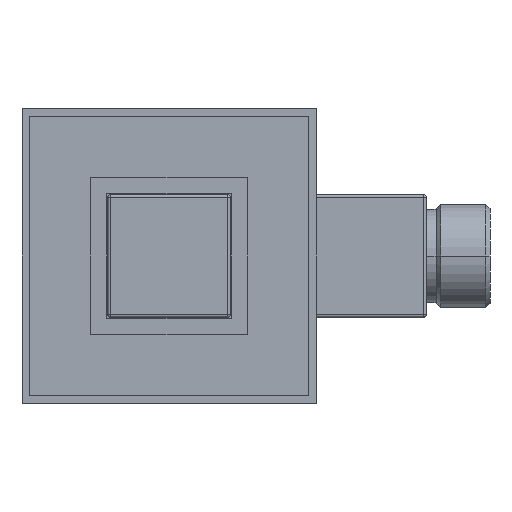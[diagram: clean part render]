
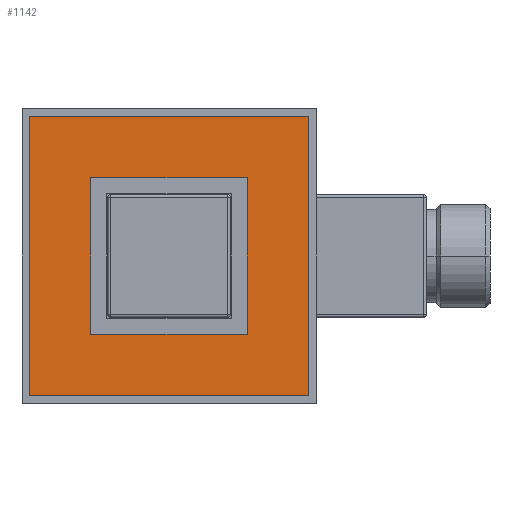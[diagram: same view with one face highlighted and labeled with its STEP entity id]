
A CAD part, left-side view. The second image highlights one B-rep face of the part: STEP entity #1142.
In plain terms, the highlighted planar face has unit normal (-1, 0, 0).
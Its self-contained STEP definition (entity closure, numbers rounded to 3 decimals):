
#100=DIRECTION('',(0.,-1.,0.));
#101=VECTOR('',#100,57.);
#102=CARTESIAN_POINT('',(5.5,28.5,28.5));
#103=LINE('',#102,#101);
#104=DIRECTION('',(0.,0.,-1.));
#105=VECTOR('',#104,57.);
#106=CARTESIAN_POINT('',(5.5,-28.5,28.5));
#107=LINE('',#106,#105);
#108=DIRECTION('',(0.,1.,0.));
#109=VECTOR('',#108,57.);
#110=CARTESIAN_POINT('',(5.5,-28.5,-28.5));
#111=LINE('',#110,#109);
#112=DIRECTION('',(0.,0.,1.));
#113=VECTOR('',#112,57.);
#114=CARTESIAN_POINT('',(5.5,28.5,-28.5));
#115=LINE('',#114,#113);
#116=DIRECTION('',(0.,0.,-1.));
#117=VECTOR('',#116,32.);
#118=CARTESIAN_POINT('',(5.5,16.,16.));
#119=LINE('',#118,#117);
#120=DIRECTION('',(0.,-1.,0.));
#121=VECTOR('',#120,32.);
#122=CARTESIAN_POINT('',(5.5,16.,-16.));
#123=LINE('',#122,#121);
#124=DIRECTION('',(0.,0.,1.));
#125=VECTOR('',#124,32.);
#126=CARTESIAN_POINT('',(5.5,-16.,-16.));
#127=LINE('',#126,#125);
#128=DIRECTION('',(0.,1.,0.));
#129=VECTOR('',#128,32.);
#130=CARTESIAN_POINT('',(5.5,-16.,16.));
#131=LINE('',#130,#129);
#878=CARTESIAN_POINT('',(5.5,16.,16.));
#879=CARTESIAN_POINT('',(5.5,16.,-16.));
#880=VERTEX_POINT('',#878);
#881=VERTEX_POINT('',#879);
#882=CARTESIAN_POINT('',(5.5,-16.,-16.));
#883=VERTEX_POINT('',#882);
#884=CARTESIAN_POINT('',(5.5,-16.,16.));
#885=VERTEX_POINT('',#884);
#886=CARTESIAN_POINT('',(5.5,28.5,28.5));
#887=CARTESIAN_POINT('',(5.5,-28.5,28.5));
#888=VERTEX_POINT('',#886);
#889=VERTEX_POINT('',#887);
#890=CARTESIAN_POINT('',(5.5,-28.5,-28.5));
#891=VERTEX_POINT('',#890);
#892=CARTESIAN_POINT('',(5.5,28.5,-28.5));
#893=VERTEX_POINT('',#892);
#1118=CARTESIAN_POINT('',(5.5,0.,0.));
#1119=DIRECTION('',(1.,0.,0.));
#1120=DIRECTION('',(0.,-1.,0.));
#1121=AXIS2_PLACEMENT_3D('',#1118,#1119,#1120);
#1122=PLANE('',#1121);
#1124=ORIENTED_EDGE('',*,*,#1123,.T.);
#1126=ORIENTED_EDGE('',*,*,#1125,.T.);
#1128=ORIENTED_EDGE('',*,*,#1127,.T.);
#1130=ORIENTED_EDGE('',*,*,#1129,.T.);
#1131=EDGE_LOOP('',(#1124,#1126,#1128,#1130));
#1132=FACE_OUTER_BOUND('',#1131,.F.);
#1133=ORIENTED_EDGE('',*,*,#1101,.T.);
#1135=ORIENTED_EDGE('',*,*,#1134,.T.);
#1137=ORIENTED_EDGE('',*,*,#1136,.T.);
#1139=ORIENTED_EDGE('',*,*,#1138,.T.);
#1140=EDGE_LOOP('',(#1133,#1135,#1137,#1139));
#1141=FACE_BOUND('',#1140,.F.);
#1142=ADVANCED_FACE('',(#1132,#1141),#1122,.F.);
#1101=EDGE_CURVE('',#880,#881,#119,.T.);
#1123=EDGE_CURVE('',#888,#889,#103,.T.);
#1125=EDGE_CURVE('',#889,#891,#107,.T.);
#1127=EDGE_CURVE('',#891,#893,#111,.T.);
#1129=EDGE_CURVE('',#893,#888,#115,.T.);
#1134=EDGE_CURVE('',#881,#883,#123,.T.);
#1136=EDGE_CURVE('',#883,#885,#127,.T.);
#1138=EDGE_CURVE('',#885,#880,#131,.T.);
